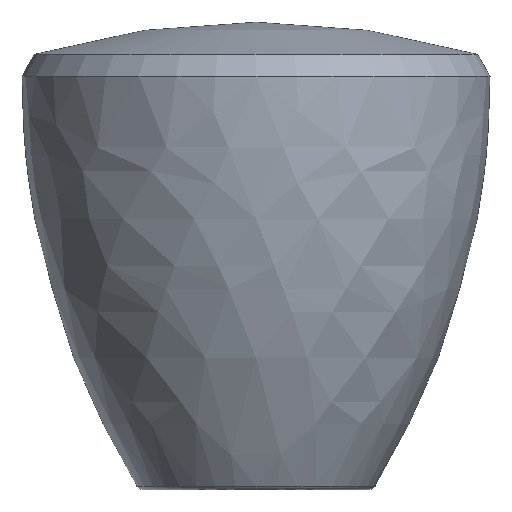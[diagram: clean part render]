
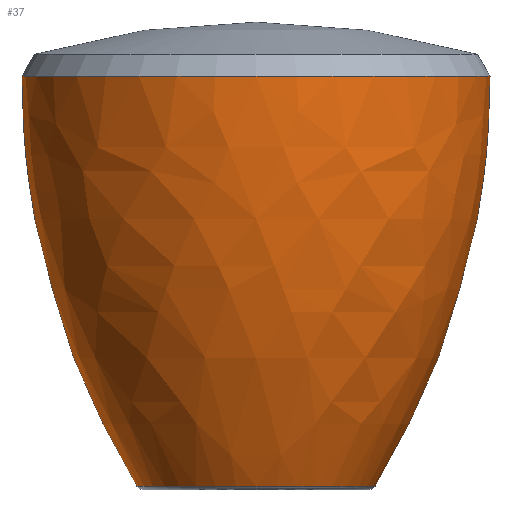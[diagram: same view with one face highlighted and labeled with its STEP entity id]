
A CAD part, left-side view. The second image highlights one B-rep face of the part: STEP entity #37.
In plain terms, the highlighted free-form (B-spline) face has degree [3, 3] with [4, 7] control points.
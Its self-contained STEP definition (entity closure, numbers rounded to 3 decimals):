
#37 = ADVANCED_FACE( '', ( #76, #77 ), #78, .T. );
#76 = FACE_OUTER_BOUND( '', #118, .T. );
#77 = FACE_OUTER_BOUND( '', #119, .T. );
#78 = ( BOUNDED_SURFACE(  )B_SPLINE_SURFACE( 3, 3, ( ( #122, #123, #124, #125, #126, #127, #128 ), ( #129, #130, #131, #132, #133, #134, #135 ), ( #136, #137, #138, #139, #140, #141, #142 ), ( #143, #144, #145, #146, #147, #148, #149 ) ), .UNSPECIFIED., .F., .T., .F. )B_SPLINE_SURFACE_WITH_KNOTS( ( 4, 4 ), ( 4, 3, 4 ), ( 0., 6.283 ), ( -0.55, -0.273, 0.003 ), .UNSPECIFIED. )GEOMETRIC_REPRESENTATION_ITEM(  )RATIONAL_B_SPLINE_SURFACE( ( ( 1., 0.333, 0.333, 1., 0.333, 0.333, 1. ), ( 0.975, 0.325, 0.325, 0.975, 0.325, 0.325, 0.975 ), ( 0.975, 0.325, 0.325, 0.975, 0.325, 0.325, 0.975 ), ( 1., 0.333, 0.333, 1., 0.333, 0.333, 1. ) ) )REPRESENTATION_ITEM( '' )SURFACE(  ) );
#118 = EDGE_LOOP( '', ( #192 ) );
#119 = EDGE_LOOP( '', ( #193 ) );
#122 = CARTESIAN_POINT( '', ( 15.017, 0., 26.54 ) );
#123 = CARTESIAN_POINT( '', ( 15.017, 30.035, 26.54 ) );
#124 = CARTESIAN_POINT( '', ( -15.017, 30.035, 26.54 ) );
#125 = CARTESIAN_POINT( '', ( -15.017, 0., 26.54 ) );
#126 = CARTESIAN_POINT( '', ( -15.017, -30.035, 26.54 ) );
#127 = CARTESIAN_POINT( '', ( 15.017, -30.035, 26.54 ) );
#128 = CARTESIAN_POINT( '', ( 15.017, 0., 26.54 ) );
#129 = CARTESIAN_POINT( '', ( 15.05, 0., 17.198 ) );
#130 = CARTESIAN_POINT( '', ( 15.05, 30.099, 17.198 ) );
#131 = CARTESIAN_POINT( '', ( -15.05, 30.099, 17.198 ) );
#132 = CARTESIAN_POINT( '', ( -15.05, 0., 17.198 ) );
#133 = CARTESIAN_POINT( '', ( -15.05, -30.099, 17.198 ) );
#134 = CARTESIAN_POINT( '', ( 15.05, -30.099, 17.198 ) );
#135 = CARTESIAN_POINT( '', ( 15.05, 0., 17.198 ) );
#136 = CARTESIAN_POINT( '', ( 12.529, 0., 8.203 ) );
#137 = CARTESIAN_POINT( '', ( 12.529, 25.058, 8.203 ) );
#138 = CARTESIAN_POINT( '', ( -12.529, 25.058, 8.203 ) );
#139 = CARTESIAN_POINT( '', ( -12.529, 0., 8.203 ) );
#140 = CARTESIAN_POINT( '', ( -12.529, -25.058, 8.203 ) );
#141 = CARTESIAN_POINT( '', ( 12.529, -25.058, 8.203 ) );
#142 = CARTESIAN_POINT( '', ( 12.529, 0., 8.203 ) );
#143 = CARTESIAN_POINT( '', ( 7.647, 0., 0.239 ) );
#144 = CARTESIAN_POINT( '', ( 7.647, 15.294, 0.239 ) );
#145 = CARTESIAN_POINT( '', ( -7.647, 15.294, 0.239 ) );
#146 = CARTESIAN_POINT( '', ( -7.647, 0., 0.239 ) );
#147 = CARTESIAN_POINT( '', ( -7.647, -15.294, 0.239 ) );
#148 = CARTESIAN_POINT( '', ( 7.647, -15.294, 0.239 ) );
#149 = CARTESIAN_POINT( '', ( 7.647, 0., 0.239 ) );
#192 = ORIENTED_EDGE( '', *, *, #236, .T. );
#193 = ORIENTED_EDGE( '', *, *, #237, .F. );
#236 = EDGE_CURVE( '', #256, #256, #257, .T. );
#237 = EDGE_CURVE( '', #258, #258, #259, .T. );
#256 = VERTEX_POINT( '', #281 );
#257 = CIRCLE( '', #282, 7.647 );
#258 = VERTEX_POINT( '', #283 );
#259 = CIRCLE( '', #284, 15.017 );
#281 = CARTESIAN_POINT( '', ( 7.647, 0., 0.239 ) );
#282 = AXIS2_PLACEMENT_3D( '', #306, #307, #308 );
#283 = CARTESIAN_POINT( '', ( 15.017, 0., 26.54 ) );
#284 = AXIS2_PLACEMENT_3D( '', #309, #310, #311 );
#306 = CARTESIAN_POINT( '', ( 0., 0., 0.239 ) );
#307 = DIRECTION( '', ( 0., 0., 1. ) );
#308 = DIRECTION( '', ( 1., 0., 0. ) );
#309 = CARTESIAN_POINT( '', ( 0., 0., 26.54 ) );
#310 = DIRECTION( '', ( 0., 0., 1. ) );
#311 = DIRECTION( '', ( 1., 0., 0. ) );
